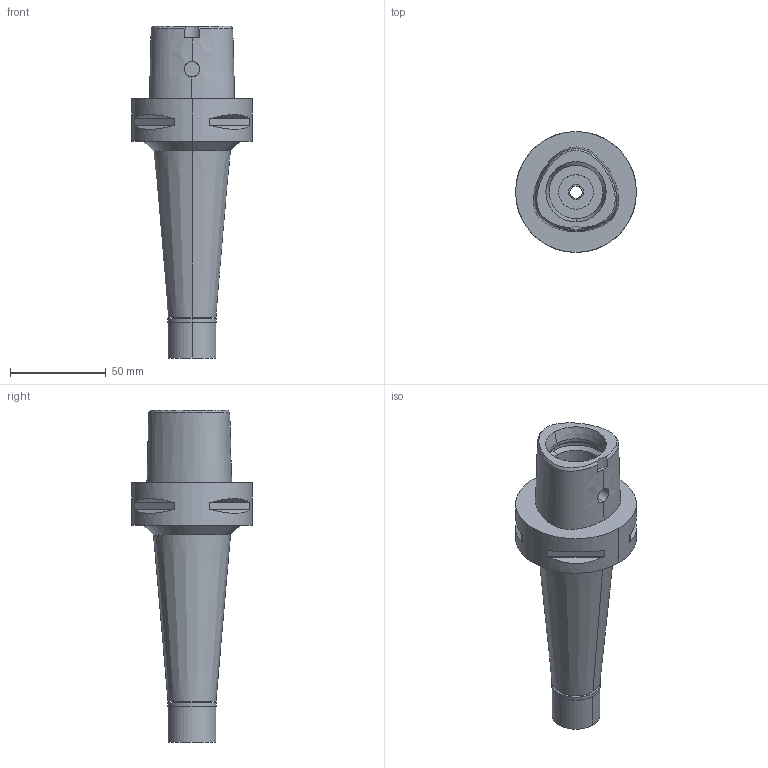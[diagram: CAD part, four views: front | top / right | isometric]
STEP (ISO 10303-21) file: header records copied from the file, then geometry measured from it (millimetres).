
FILE_DESCRIPTION (( 'STEP AP203' ), '1' );
FILE_NAME ('C6-MEGA6E-135.stp', '2019-07-03T18:58:45', ( '' ), ( '' ), 'SwSTEP 2.0', 'SolidWorks 2019', '' );
FILE_SCHEMA (( 'CONFIG_CONTROL_DESIGN' ));
Length unit declared in the file: millimetre
Products named in the file (7): C6-MEGA6E-135; C6-MEGA6E-135-060_ASM.stp; DXF_TEMP_ASSY_ASM_4_ASM.stp; MEN6_1.stp; C6-MEGA6E-135-060.stp; C6-MEGA6E-135_1.stp; C6-MEGA6E-135-060-FreeParts
Assembly tree (5 placements, depth 5):
  C6-MEGA6E-135
    C6-MEGA6E-135-060.stp
      C6-MEGA6E-135-060_ASM.stp
        DXF_TEMP_ASSY_ASM_4_ASM.stp
          C6-MEGA6E-135_1.stp
          MEN6_1.stp
  C6-MEGA6E-135-060-FreeParts
Bounding box: 63 x 63 x 173 mm (x, y, z)
Volume: 182160.5 mm3; surface area: 35693 mm2
Topology: 2 solids, 2 shells, 100 faces, 216 edges, 133 vertices
Faces by surface type: cylinder 39, plane 37, cone 18, bspline 4, torus 2
Entity records: 5043 total; most frequent: CARTESIAN_POINT 2119, DIRECTION 507, ORIENTED_EDGE 432, EDGE_CURVE 216, AXIS2_PLACEMENT_3D 211, VERTEX_POINT 133, EDGE_LOOP 119, CIRCLE 104
